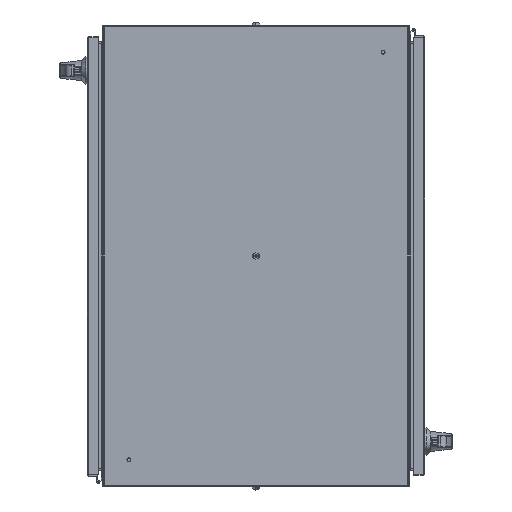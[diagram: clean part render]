
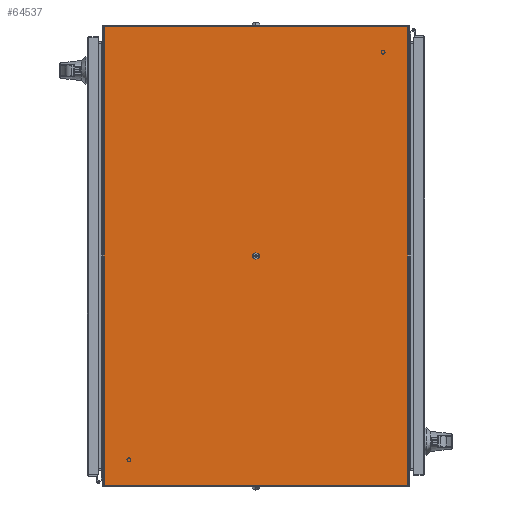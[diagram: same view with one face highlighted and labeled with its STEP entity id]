
A CAD part, front view. The second image highlights one B-rep face of the part: STEP entity #64537.
In plain terms, the highlighted face is planar.
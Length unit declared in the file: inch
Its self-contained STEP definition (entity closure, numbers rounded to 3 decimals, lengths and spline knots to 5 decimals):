
#1540 = CARTESIAN_POINT ( 'NONE',  ( -17.935, -11.887, 0. ) ) ;
#4232 = FACE_OUTER_BOUND ( 'NONE', #57392, .T. ) ;
#13877 = PLANE ( 'NONE',  #51253 ) ;
#20651 = EDGE_CURVE ( 'NONE', #59681, #63179, #160956, .T. ) ;
#28346 = ORIENTED_EDGE ( 'NONE', *, *, #147232, .F. ) ;
#28790 = EDGE_CURVE ( 'NONE', #106602, #74996, #159896, .T. ) ;
#32393 = ORIENTED_EDGE ( 'NONE', *, *, #28790, .F. ) ;
#40015 = DIRECTION ( 'NONE',  ( 1., 0., 0. ) ) ;
#41727 = VECTOR ( 'NONE', #140412, 39.37008 ) ;
#50666 = CARTESIAN_POINT ( 'NONE',  ( -17.935, 11.887, 0. ) ) ;
#51253 = AXIS2_PLACEMENT_3D ( 'NONE', #81594, #53051, #40015 ) ;
#53051 = DIRECTION ( 'NONE',  ( 0., 0., 1. ) ) ;
#57392 = EDGE_LOOP ( 'NONE', ( #32393, #157264, #93713, #28346 ) ) ;
#59681 = VERTEX_POINT ( 'NONE', #1540 ) ;
#61338 = CARTESIAN_POINT ( 'NONE',  ( 17.935, 12.03, 0. ) ) ;
#63179 = VERTEX_POINT ( 'NONE', #160081 ) ;
#64537 = ADVANCED_FACE ( 'NONE', ( #4232 ), #13877, .F. ) ;
#69337 = LINE ( 'NONE', #61338, #41727 ) ;
#74996 = VERTEX_POINT ( 'NONE', #50666 ) ;
#75831 = VECTOR ( 'NONE', #96963, 39.37008 ) ;
#77025 = CARTESIAN_POINT ( 'NONE',  ( 17.935, 11.887, 0. ) ) ;
#81594 = CARTESIAN_POINT ( 'NONE',  ( 17.935, 12.03, 0. ) ) ;
#93713 = ORIENTED_EDGE ( 'NONE', *, *, #20651, .F. ) ;
#96963 = DIRECTION ( 'NONE',  ( 1., 0., 0. ) ) ;
#102300 = VECTOR ( 'NONE', #130492, 39.37008 ) ;
#103699 = CARTESIAN_POINT ( 'NONE',  ( 17.935, 11.887, 0. ) ) ;
#106602 = VERTEX_POINT ( 'NONE', #103699 ) ;
#123554 = VECTOR ( 'NONE', #137209, 39.37008 ) ;
#124117 = CARTESIAN_POINT ( 'NONE',  ( -17.935, 12.03, 0. ) ) ;
#130492 = DIRECTION ( 'NONE',  ( -1., 0., 0. ) ) ;
#137209 = DIRECTION ( 'NONE',  ( 0., -1., 0. ) ) ;
#140412 = DIRECTION ( 'NONE',  ( 0., 1., 0. ) ) ;
#141296 = EDGE_CURVE ( 'NONE', #63179, #106602, #69337, .T. ) ;
#147232 = EDGE_CURVE ( 'NONE', #74996, #59681, #161960, .T. ) ;
#157264 = ORIENTED_EDGE ( 'NONE', *, *, #141296, .F. ) ;
#159896 = LINE ( 'NONE', #77025, #102300 ) ;
#160081 = CARTESIAN_POINT ( 'NONE',  ( 17.935, -11.887, 0. ) ) ;
#160956 = LINE ( 'NONE', #164243, #75831 ) ;
#161960 = LINE ( 'NONE', #124117, #123554 ) ;
#164243 = CARTESIAN_POINT ( 'NONE',  ( 17.935, -11.887, 0. ) ) ;
